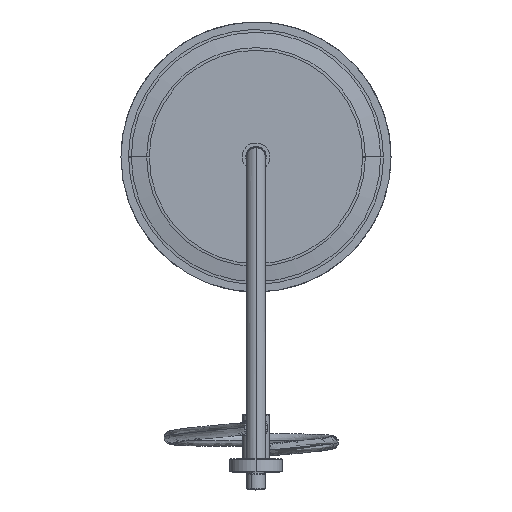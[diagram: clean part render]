
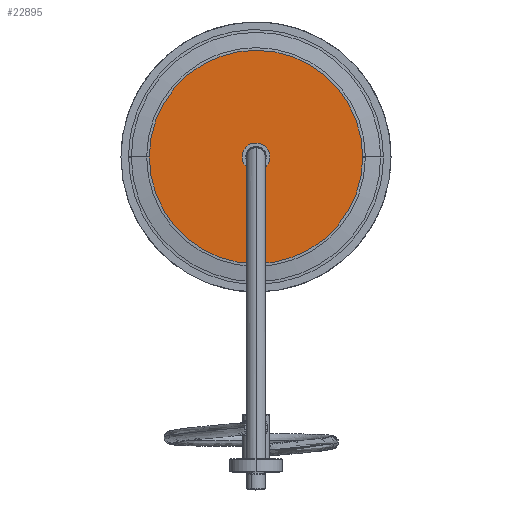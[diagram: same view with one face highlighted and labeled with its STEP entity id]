
A CAD part, top view. The second image highlights one B-rep face of the part: STEP entity #22895.
In plain terms, the highlighted planar face has unit normal (0, 0, 1).
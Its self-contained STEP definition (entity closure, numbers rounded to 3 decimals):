
#22789=CARTESIAN_POINT('Vertex',(118.505,349.205,-95.947)) ;
#22796=CARTESIAN_POINT('Vertex',(118.508,350.05,-95.947)) ;
#22799=CARTESIAN_POINT('Axis2P3D Location',(0.,350.05,-95.947)) ;
#22816=CARTESIAN_POINT('Axis2P3D Location',(0.,350.05,-95.947)) ;
#22820=CARTESIAN_POINT('Vertex',(-118.508,350.05,-95.947)) ;
#22839=CARTESIAN_POINT('Vertex',(-118.505,350.895,-95.947)) ;
#22842=CARTESIAN_POINT('Axis2P3D Location',(0.,350.05,-95.947)) ;
#22854=CARTESIAN_POINT('Axis2P3D Location',(0.,350.05,-95.947)) ;
#22866=CARTESIAN_POINT('Axis2P3D Location',(0.,350.05,-95.947)) ;
#22877=CARTESIAN_POINT('Axis2P3D Location',(0.,350.05,-95.947)) ;
#22881=CARTESIAN_POINT('Vertex',(15.5,350.05,-95.947)) ;
#22883=CARTESIAN_POINT('Vertex',(-15.5,350.05,-95.947)) ;
#22886=CARTESIAN_POINT('Axis2P3D Location',(0.,350.05,-95.947)) ;
#22800=DIRECTION('Axis2P3D Direction',(0.,0.,-1.)) ;
#22817=DIRECTION('Axis2P3D Direction',(0.,0.,-1.)) ;
#22843=DIRECTION('Axis2P3D Direction',(0.,0.,-1.)) ;
#22855=DIRECTION('Axis2P3D Direction',(0.,0.,-1.)) ;
#22867=DIRECTION('Axis2P3D Direction',(0.,0.,-1.)) ;
#22868=DIRECTION('Axis2P3D XDirection',(-1.,0.,-0.)) ;
#22878=DIRECTION('Axis2P3D Direction',(0.,0.,-1.)) ;
#22887=DIRECTION('Axis2P3D Direction',(0.,0.,-1.)) ;
#22801=AXIS2_PLACEMENT_3D('Circle Axis2P3D',#22799,#22800,$) ;
#22818=AXIS2_PLACEMENT_3D('Circle Axis2P3D',#22816,#22817,$) ;
#22844=AXIS2_PLACEMENT_3D('Circle Axis2P3D',#22842,#22843,$) ;
#22856=AXIS2_PLACEMENT_3D('Circle Axis2P3D',#22854,#22855,$) ;
#22869=AXIS2_PLACEMENT_3D('Plane Axis2P3D',#22866,#22867,#22868) ;
#22879=AXIS2_PLACEMENT_3D('Circle Axis2P3D',#22877,#22878,$) ;
#22888=AXIS2_PLACEMENT_3D('Circle Axis2P3D',#22886,#22887,$) ;
#22802=CIRCLE('generated circle',#22801,118.508) ;
#22819=CIRCLE('generated circle',#22818,118.508) ;
#22845=CIRCLE('generated circle',#22844,118.508) ;
#22857=CIRCLE('generated circle',#22856,118.508) ;
#22880=CIRCLE('generated circle',#22879,15.5) ;
#22889=CIRCLE('generated circle',#22888,15.5) ;
#22870=PLANE('',#22869) ;
#22894=FACE_BOUND('',#22891,.T.) ;
#22803=EDGE_CURVE('',#22797,#22790,#22802,.T.) ;
#22822=EDGE_CURVE('',#22790,#22821,#22819,.T.) ;
#22846=EDGE_CURVE('',#22840,#22821,#22845,.F.) ;
#22858=EDGE_CURVE('',#22840,#22797,#22857,.T.) ;
#22885=EDGE_CURVE('',#22882,#22884,#22880,.T.) ;
#22890=EDGE_CURVE('',#22884,#22882,#22889,.T.) ;
#22872=ORIENTED_EDGE('',*,*,#22822,.F.) ;
#22873=ORIENTED_EDGE('',*,*,#22803,.F.) ;
#22874=ORIENTED_EDGE('',*,*,#22858,.F.) ;
#22875=ORIENTED_EDGE('',*,*,#22846,.T.) ;
#22892=ORIENTED_EDGE('',*,*,#22885,.T.) ;
#22893=ORIENTED_EDGE('',*,*,#22890,.T.) ;
#22871=EDGE_LOOP('',(#22872,#22873,#22874,#22875)) ;
#22891=EDGE_LOOP('',(#22892,#22893)) ;
#22790=VERTEX_POINT('',#22789) ;
#22797=VERTEX_POINT('',#22796) ;
#22821=VERTEX_POINT('',#22820) ;
#22840=VERTEX_POINT('',#22839) ;
#22882=VERTEX_POINT('',#22881) ;
#22884=VERTEX_POINT('',#22883) ;
#22895=ADVANCED_FACE('P99374.1',(#22876,#22894),#22870,.F.) ;
#22876=FACE_OUTER_BOUND('',#22871,.T.) ;
